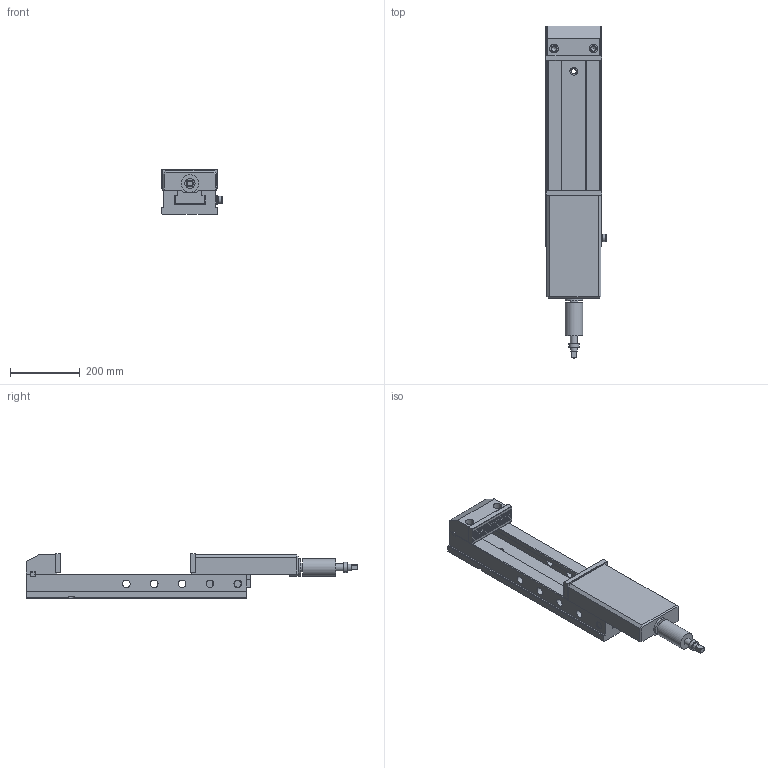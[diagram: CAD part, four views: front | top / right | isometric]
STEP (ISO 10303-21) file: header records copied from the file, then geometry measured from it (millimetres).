
FILE_DESCRIPTION(/* description */ (''),/* implementation_level */ '2;1');
FILE_NAME(/* name */ '31_160HL_Mordaza.stp',/* time_stamp */ '2014-04-05T12:07:23+02:00',/* author */ (''),/* organization */ (''),/* preprocessor_version */ 'ST-DEVELOPER v15',/* originating_system */ 'SIEMENS PLM Software NX 9.0',/* authorisation */ '');
FILE_SCHEMA (('CONFIG_CONTROL_DESIGN'));
Length unit declared in the file: millimetre
Products named in the file (1): 31_160HL_Mordaza
Bounding box: 173 x 953 x 129 mm (x, y, z)
Volume: 7868835.8 mm3; surface area: 863936.2 mm2
Topology: 14 solids, 14 shells, 466 faces, 1235 edges, 819 vertices
Faces by surface type: plane 311, cylinder 96, torus 30, cone 29
Full cylindrical faces by diameter (mm): 5.188 x8, 6.985 x4, 8.782 x2, 9 x4, 10 x1, 11 x2, 12.376 x2, 14 x4, 14.376 x4, 15 x2, 17 x4, 19.8 x1, 19.9 x1, 20 x1, 20.2 x1, 20.5 x1, 22 x16, 24 x1, 25 x4, 26.3 x1, 29 x1, 29.5 x1, 32 x1, 32.1 x1, 32.5 x1, 36 x2, 37 x1, 38 x1, 40 x2, 41 x1
Entity records: 13971 total; most frequent: CARTESIAN_POINT 3030, DIRECTION 2169, ORIENTED_EDGE 2066, EDGE_CURVE 1033, VERTEX_POINT 764, AXIS2_PLACEMENT_3D 737, LINE 695, VECTOR 695
